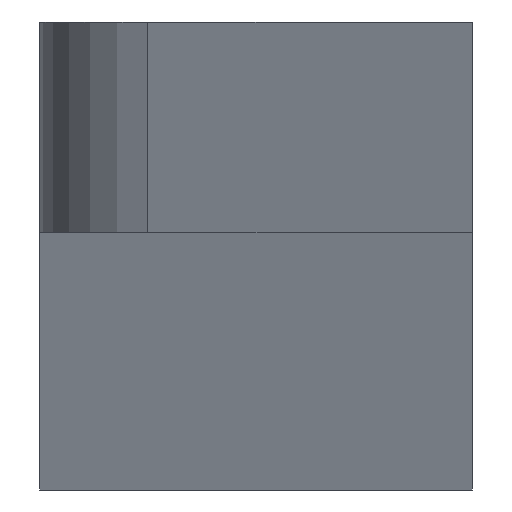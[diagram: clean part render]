
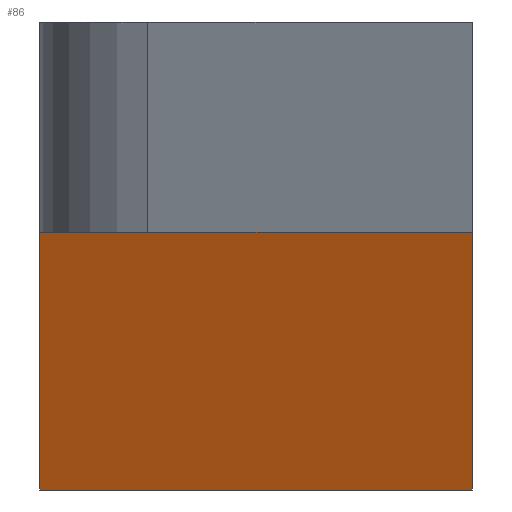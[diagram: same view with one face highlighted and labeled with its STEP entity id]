
A CAD part, left-side view. The second image highlights one B-rep face of the part: STEP entity #86.
In plain terms, the highlighted planar face has unit normal (-0.866, 0.5, 0).
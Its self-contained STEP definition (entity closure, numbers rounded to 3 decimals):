
#86 = ADVANCED_FACE( '', ( #118 ), #119, .F. );
#118 = FACE_OUTER_BOUND( '', #153, .T. );
#119 = PLANE( '', #154 );
#153 = EDGE_LOOP( '', ( #246, #247, #248, #249 ) );
#154 = AXIS2_PLACEMENT_3D( '', #250, #251, #252 );
#246 = ORIENTED_EDGE( '', *, *, #297, .T. );
#247 = ORIENTED_EDGE( '', *, *, #291, .F. );
#248 = ORIENTED_EDGE( '', *, *, #278, .F. );
#249 = ORIENTED_EDGE( '', *, *, #303, .T. );
#250 = CARTESIAN_POINT( '', ( -28.839, -11.75, 14. ) );
#251 = DIRECTION( '', ( 0.866, -0.5, 0. ) );
#252 = DIRECTION( '', ( 0.5, 0.866, 0. ) );
#278 = EDGE_CURVE( '', #315, #308, #317, .T. );
#291 = EDGE_CURVE( '', #308, #340, #341, .T. );
#297 = EDGE_CURVE( '', #351, #340, #352, .T. );
#303 = EDGE_CURVE( '', #315, #351, #360, .T. );
#308 = VERTEX_POINT( '', #366 );
#315 = VERTEX_POINT( '', #375 );
#317 = LINE( '', #378, #379 );
#340 = VERTEX_POINT( '', #410 );
#341 = LINE( '', #411, #412 );
#351 = VERTEX_POINT( '', #425 );
#352 = LINE( '', #426, #427 );
#360 = LINE( '', #440, #441 );
#366 = CARTESIAN_POINT( '', ( -28.839, -11.75, 14. ) );
#375 = CARTESIAN_POINT( '', ( -15.271, 11.75, 14. ) );
#378 = CARTESIAN_POINT( '', ( -28.839, -11.75, 14. ) );
#379 = VECTOR( '', #456, 1000. );
#410 = CARTESIAN_POINT( '', ( -28.839, -11.75, 0. ) );
#411 = CARTESIAN_POINT( '', ( -28.839, -11.75, 14. ) );
#412 = VECTOR( '', #477, 1000. );
#425 = CARTESIAN_POINT( '', ( -15.271, 11.75, 0. ) );
#426 = CARTESIAN_POINT( '', ( -28.839, -11.75, 0. ) );
#427 = VECTOR( '', #487, 1000. );
#440 = CARTESIAN_POINT( '', ( -15.271, 11.75, 14. ) );
#441 = VECTOR( '', #493, 1000. );
#456 = DIRECTION( '', ( -0.5, -0.866, 0. ) );
#477 = DIRECTION( '', ( 0., 0., -1. ) );
#487 = DIRECTION( '', ( -0.5, -0.866, 0. ) );
#493 = DIRECTION( '', ( 0., 0., -1. ) );
